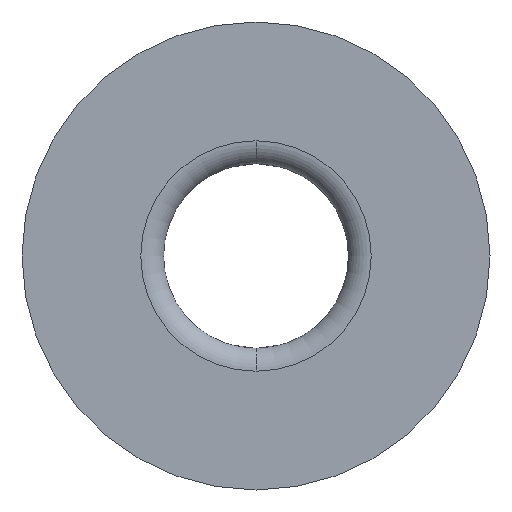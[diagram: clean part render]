
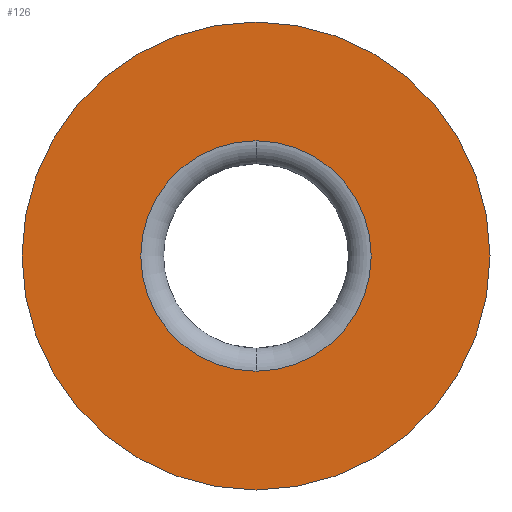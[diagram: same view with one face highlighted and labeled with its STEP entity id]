
A CAD part, front view. The second image highlights one B-rep face of the part: STEP entity #126.
In plain terms, the highlighted planar face has unit normal (0, -1, 0).
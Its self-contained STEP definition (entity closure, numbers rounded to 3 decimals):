
#7 = VERTEX_POINT ( 'NONE', #133 ) ;
#9 = VERTEX_POINT ( 'NONE', #260 ) ;
#11 = AXIS2_PLACEMENT_3D ( 'NONE', #19, #151, #255 ) ;
#19 = CARTESIAN_POINT ( 'NONE',  ( 0., 0., 0. ) ) ;
#41 = EDGE_LOOP ( 'NONE', ( #407, #209 ) ) ;
#63 = DIRECTION ( 'NONE',  ( 0., 0., 1. ) ) ;
#68 = EDGE_LOOP ( 'NONE', ( #181, #84 ) ) ;
#69 = AXIS2_PLACEMENT_3D ( 'NONE', #224, #259, #63 ) ;
#84 = ORIENTED_EDGE ( 'NONE', *, *, #289, .F. ) ;
#97 = EDGE_CURVE ( 'NONE', #344, #379, #282, .T. ) ;
#98 = AXIS2_PLACEMENT_3D ( 'NONE', #384, #120, #307 ) ;
#120 = DIRECTION ( 'NONE',  ( 0., 1., 0. ) ) ;
#126 = ADVANCED_FACE ( 'NONE', ( #265, #396 ), #391, .T. ) ;
#128 = CARTESIAN_POINT ( 'NONE',  ( 0., 0., 14.278 ) ) ;
#133 = CARTESIAN_POINT ( 'NONE',  ( 0., 0., 29. ) ) ;
#136 = DIRECTION ( 'NONE',  ( 0., 0., 1. ) ) ;
#146 = AXIS2_PLACEMENT_3D ( 'NONE', #165, #327, #136 ) ;
#149 = DIRECTION ( 'NONE',  ( 0., -1., 0. ) ) ;
#151 = DIRECTION ( 'NONE',  ( 0., 1., 0. ) ) ;
#165 = CARTESIAN_POINT ( 'NONE',  ( 0., 0., 0. ) ) ;
#181 = ORIENTED_EDGE ( 'NONE', *, *, #203, .F. ) ;
#198 = CIRCLE ( 'NONE', #11, 29. ) ;
#203 = EDGE_CURVE ( 'NONE', #7, #9, #286, .T. ) ;
#209 = ORIENTED_EDGE ( 'NONE', *, *, #97, .T. ) ;
#224 = CARTESIAN_POINT ( 'NONE',  ( 0., 0., 0. ) ) ;
#238 = AXIS2_PLACEMENT_3D ( 'NONE', #350, #149, #319 ) ;
#255 = DIRECTION ( 'NONE',  ( 0., 0., 1. ) ) ;
#259 = DIRECTION ( 'NONE',  ( 0., 1., 0. ) ) ;
#260 = CARTESIAN_POINT ( 'NONE',  ( 0., 0., -29. ) ) ;
#265 = FACE_BOUND ( 'NONE', #41, .T. ) ;
#282 = CIRCLE ( 'NONE', #146, 14.278 ) ;
#286 = CIRCLE ( 'NONE', #98, 29. ) ;
#289 = EDGE_CURVE ( 'NONE', #9, #7, #198, .T. ) ;
#307 = DIRECTION ( 'NONE',  ( 0., 0., 1. ) ) ;
#319 = DIRECTION ( 'NONE',  ( 0., 0., -1. ) ) ;
#327 = DIRECTION ( 'NONE',  ( 0., 1., 0. ) ) ;
#330 = CIRCLE ( 'NONE', #69, 14.278 ) ;
#344 = VERTEX_POINT ( 'NONE', #422 ) ;
#350 = CARTESIAN_POINT ( 'NONE',  ( -29., 0., 0. ) ) ;
#379 = VERTEX_POINT ( 'NONE', #128 ) ;
#382 = EDGE_CURVE ( 'NONE', #379, #344, #330, .T. ) ;
#384 = CARTESIAN_POINT ( 'NONE',  ( 0., 0., 0. ) ) ;
#391 = PLANE ( 'NONE',  #238 ) ;
#396 = FACE_OUTER_BOUND ( 'NONE', #68, .T. ) ;
#407 = ORIENTED_EDGE ( 'NONE', *, *, #382, .T. ) ;
#422 = CARTESIAN_POINT ( 'NONE',  ( 0., 0., -14.278 ) ) ;
